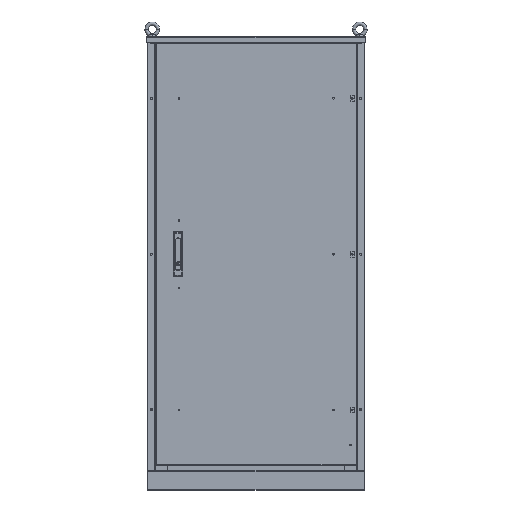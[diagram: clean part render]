
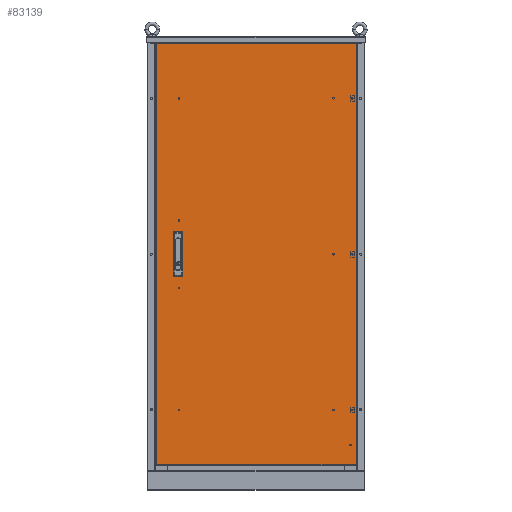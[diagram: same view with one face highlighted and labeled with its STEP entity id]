
A CAD part, top view. The second image highlights one B-rep face of the part: STEP entity #83139.
In plain terms, the highlighted planar face has unit normal (0, 0, 1).
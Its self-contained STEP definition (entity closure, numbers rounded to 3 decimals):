
#310 = CARTESIAN_POINT ( 'NONE',  ( -740., -778.5, 1.5 ) ) ;
#447 = ORIENTED_EDGE ( 'NONE', *, *, #22647, .F. ) ;
#741 = ORIENTED_EDGE ( 'NONE', *, *, #21538, .T. ) ;
#1289 = VECTOR ( 'NONE', #36182, 1000. ) ;
#2449 = ORIENTED_EDGE ( 'NONE', *, *, #23730, .F. ) ;
#3794 = DIRECTION ( 'NONE',  ( 0., -1., 0. ) ) ;
#5209 = CARTESIAN_POINT ( 'NONE',  ( -671., 24.75, 1.5 ) ) ;
#6150 = VERTEX_POINT ( 'NONE', #63401 ) ;
#6228 = CARTESIAN_POINT ( 'NONE',  ( 0., 778.5, 1.5 ) ) ;
#7251 = CARTESIAN_POINT ( 'NONE',  ( -671., -75.25, 1.5 ) ) ;
#7696 = VERTEX_POINT ( 'NONE', #59908 ) ;
#9314 = DIRECTION ( 'NONE',  ( 0., -1., 0. ) ) ;
#10852 = LINE ( 'NONE', #47176, #32061 ) ;
#10854 = CARTESIAN_POINT ( 'NONE',  ( -645.5, 24.75, 1.5 ) ) ;
#13261 = VECTOR ( 'NONE', #50099, 1000. ) ;
#14160 = CARTESIAN_POINT ( 'NONE',  ( -645.5, -24.75, 1.5 ) ) ;
#14688 = LINE ( 'NONE', #83727, #85648 ) ;
#16247 = VERTEX_POINT ( 'NONE', #7251 ) ;
#16745 = CARTESIAN_POINT ( 'NONE',  ( -671., 75.25, 1.5 ) ) ;
#16954 = VERTEX_POINT ( 'NONE', #14160 ) ;
#17357 = FACE_BOUND ( 'NONE', #73768, .T. ) ;
#17384 = VERTEX_POINT ( 'NONE', #33730 ) ;
#17914 = DIRECTION ( 'NONE',  ( 1., 0., 0. ) ) ;
#20234 = PLANE ( 'NONE',  #88057 ) ;
#20237 = LINE ( 'NONE', #310, #1289 ) ;
#21387 = EDGE_CURVE ( 'NONE', #17384, #6150, #14688, .T. ) ;
#21418 = EDGE_CURVE ( 'NONE', #7696, #17384, #83393, .T. ) ;
#21538 = EDGE_CURVE ( 'NONE', #60485, #7696, #20237, .T. ) ;
#21670 = EDGE_CURVE ( 'NONE', #6150, #60485, #46855, .T. ) ;
#22083 = EDGE_CURVE ( 'NONE', #16954, #88620, #53337, .T. ) ;
#22089 = EDGE_CURVE ( 'NONE', #88620, #16247, #32412, .T. ) ;
#22647 = EDGE_CURVE ( 'NONE', #16247, #39775, #73144, .T. ) ;
#22686 = ORIENTED_EDGE ( 'NONE', *, *, #22089, .F. ) ;
#22777 = EDGE_CURVE ( 'NONE', #39775, #16954, #64241, .T. ) ;
#22892 = EDGE_CURVE ( 'NONE', #34152, #86031, #34483, .T. ) ;
#23272 = ORIENTED_EDGE ( 'NONE', *, *, #23316, .F. ) ;
#23300 = EDGE_CURVE ( 'NONE', #86031, #68200, #50903, .T. ) ;
#23316 = EDGE_CURVE ( 'NONE', #68200, #50966, #48721, .T. ) ;
#23730 = EDGE_CURVE ( 'NONE', #50966, #34152, #10852, .T. ) ;
#23932 = ORIENTED_EDGE ( 'NONE', *, *, #22777, .F. ) ;
#25040 = ORIENTED_EDGE ( 'NONE', *, *, #21418, .T. ) ;
#25813 = DIRECTION ( 'NONE',  ( 1., 0., 0. ) ) ;
#26962 = VECTOR ( 'NONE', #34304, 1000. ) ;
#27135 = DIRECTION ( 'NONE',  ( -1., 0., 0. ) ) ;
#27424 = DIRECTION ( 'NONE',  ( 1., 0., 0. ) ) ;
#27882 = ORIENTED_EDGE ( 'NONE', *, *, #22083, .F. ) ;
#28392 = CARTESIAN_POINT ( 'NONE',  ( -645.5, 75.25, 1.5 ) ) ;
#32061 = VECTOR ( 'NONE', #25813, 1000. ) ;
#32412 = LINE ( 'NONE', #87105, #44592 ) ;
#32578 = CARTESIAN_POINT ( 'NONE',  ( -671., -75.25, 1.5 ) ) ;
#33730 = CARTESIAN_POINT ( 'NONE',  ( 0., 778.5, 1.5 ) ) ;
#34152 = VERTEX_POINT ( 'NONE', #10854 ) ;
#34304 = DIRECTION ( 'NONE',  ( 0., 1., 0. ) ) ;
#34483 = LINE ( 'NONE', #85398, #13261 ) ;
#34632 = DIRECTION ( 'NONE',  ( 0., -1., 0. ) ) ;
#34952 = EDGE_LOOP ( 'NONE', ( #69290, #741, #25040, #61809 ) ) ;
#36182 = DIRECTION ( 'NONE',  ( 1., 0., 0. ) ) ;
#36381 = FACE_OUTER_BOUND ( 'NONE', #34952, .T. ) ;
#39775 = VERTEX_POINT ( 'NONE', #53062 ) ;
#43379 = VECTOR ( 'NONE', #69272, 1000. ) ;
#44592 = VECTOR ( 'NONE', #9314, 1000. ) ;
#44684 = VECTOR ( 'NONE', #3794, 1000. ) ;
#46855 = LINE ( 'NONE', #88723, #44684 ) ;
#47176 = CARTESIAN_POINT ( 'NONE',  ( -671., 24.75, 1.5 ) ) ;
#48305 = CARTESIAN_POINT ( 'NONE',  ( -645.5, -75.25, 1.5 ) ) ;
#48680 = CARTESIAN_POINT ( 'NONE',  ( -740., -778.5, 1.5 ) ) ;
#48721 = LINE ( 'NONE', #91213, #81888 ) ;
#50099 = DIRECTION ( 'NONE',  ( 0., 1., 0. ) ) ;
#50903 = LINE ( 'NONE', #76916, #65217 ) ;
#50966 = VERTEX_POINT ( 'NONE', #5209 ) ;
#51773 = CARTESIAN_POINT ( 'NONE',  ( -671., -24.75, 1.5 ) ) ;
#52809 = FACE_BOUND ( 'NONE', #62233, .T. ) ;
#53062 = CARTESIAN_POINT ( 'NONE',  ( -645.5, -75.25, 1.5 ) ) ;
#53337 = LINE ( 'NONE', #51773, #65483 ) ;
#55456 = CARTESIAN_POINT ( 'NONE',  ( 0., 0., 1.5 ) ) ;
#56494 = VECTOR ( 'NONE', #17914, 1000. ) ;
#58347 = ORIENTED_EDGE ( 'NONE', *, *, #23300, .F. ) ;
#58821 = DIRECTION ( 'NONE',  ( -1., 0., 0. ) ) ;
#59908 = CARTESIAN_POINT ( 'NONE',  ( 0., -778.5, 1.5 ) ) ;
#60485 = VERTEX_POINT ( 'NONE', #48680 ) ;
#61809 = ORIENTED_EDGE ( 'NONE', *, *, #21387, .T. ) ;
#62233 = EDGE_LOOP ( 'NONE', ( #2449, #23272, #58347, #84236 ) ) ;
#63401 = CARTESIAN_POINT ( 'NONE',  ( -740., 778.5, 1.5 ) ) ;
#64241 = LINE ( 'NONE', #48305, #43379 ) ;
#65217 = VECTOR ( 'NONE', #84038, 1000. ) ;
#65483 = VECTOR ( 'NONE', #58821, 1000. ) ;
#68200 = VERTEX_POINT ( 'NONE', #16745 ) ;
#69272 = DIRECTION ( 'NONE',  ( 0., 1., 0. ) ) ;
#69290 = ORIENTED_EDGE ( 'NONE', *, *, #21670, .T. ) ;
#69715 = DIRECTION ( 'NONE',  ( 0., 0., 1. ) ) ;
#73144 = LINE ( 'NONE', #32578, #56494 ) ;
#73768 = EDGE_LOOP ( 'NONE', ( #23932, #447, #22686, #27882 ) ) ;
#76916 = CARTESIAN_POINT ( 'NONE',  ( -671., 75.25, 1.5 ) ) ;
#81888 = VECTOR ( 'NONE', #34632, 1000. ) ;
#83139 = ADVANCED_FACE ( 'NONE', ( #52809, #17357, #36381 ), #20234, .T. ) ;
#83393 = LINE ( 'NONE', #6228, #26962 ) ;
#83727 = CARTESIAN_POINT ( 'NONE',  ( -740., 778.5, 1.5 ) ) ;
#84038 = DIRECTION ( 'NONE',  ( -1., 0., 0. ) ) ;
#84236 = ORIENTED_EDGE ( 'NONE', *, *, #22892, .F. ) ;
#85398 = CARTESIAN_POINT ( 'NONE',  ( -645.5, 75.25, 1.5 ) ) ;
#85648 = VECTOR ( 'NONE', #27135, 1000. ) ;
#86031 = VERTEX_POINT ( 'NONE', #28392 ) ;
#87105 = CARTESIAN_POINT ( 'NONE',  ( -671., -75.25, 1.5 ) ) ;
#88057 = AXIS2_PLACEMENT_3D ( 'NONE', #55456, #69715, #27424 ) ;
#88620 = VERTEX_POINT ( 'NONE', #90895 ) ;
#88723 = CARTESIAN_POINT ( 'NONE',  ( -740., 778.5, 1.5 ) ) ;
#90895 = CARTESIAN_POINT ( 'NONE',  ( -671., -24.75, 1.5 ) ) ;
#91213 = CARTESIAN_POINT ( 'NONE',  ( -671., 75.25, 1.5 ) ) ;
